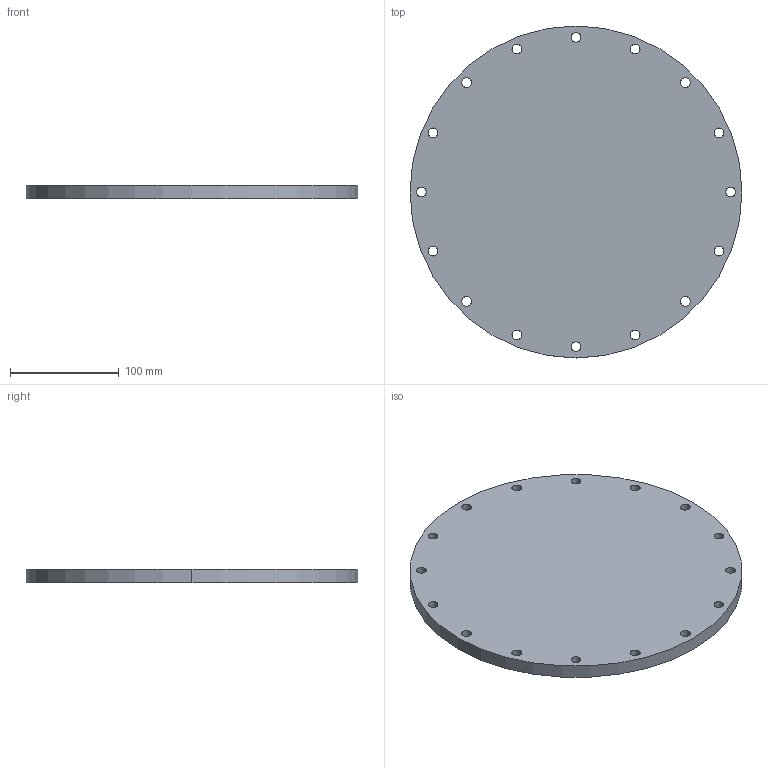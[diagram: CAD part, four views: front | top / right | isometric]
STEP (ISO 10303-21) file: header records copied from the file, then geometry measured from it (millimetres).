
FILE_DESCRIPTION (( 'STEP AP203' ), '1' );
FILE_NAME ('D1101265-v1_aLIGO_VE_Aluminum Cover for 12in Flange.STEP', '2011-07-05T19:32:17', ( '' ), ( '' ), 'SwSTEP 2.0', 'SolidWorks 2010', '' );
FILE_SCHEMA (( 'CONFIG_CONTROL_DESIGN' ));
Length unit declared in the file: inch
Products named in the file (1): D1101265-v1_aLIGO_VE_Aluminum Cover for 12in Flange
Bounding box: 304.8 x 304.8 x 12.7 mm (x, y, z)
Volume: 913909.1 mm3; surface area: 161791.2 mm2
Topology: 1 solids, 1 shells, 36 faces, 102 edges, 68 vertices
Faces by surface type: cylinder 34, plane 2
Entity records: 1357 total; most frequent: DIRECTION 244, CARTESIAN_POINT 207, ORIENTED_EDGE 204, AXIS2_PLACEMENT_3D 105, EDGE_CURVE 102, VERTEX_POINT 68, EDGE_LOOP 68, CIRCLE 68
